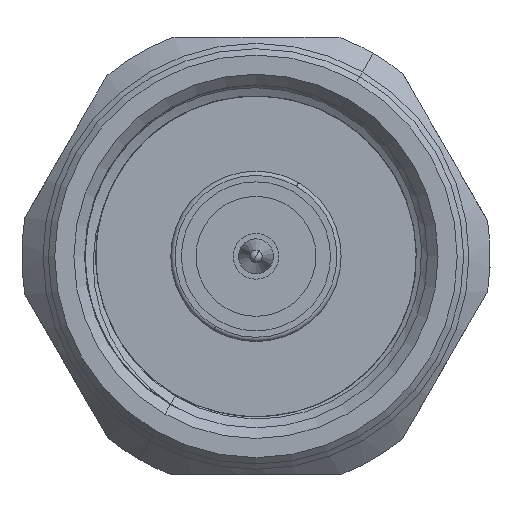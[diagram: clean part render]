
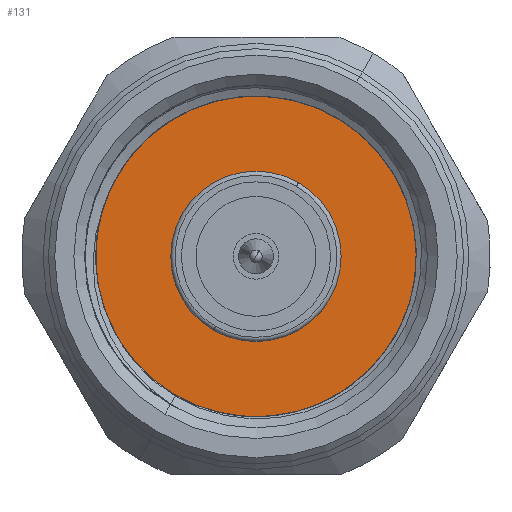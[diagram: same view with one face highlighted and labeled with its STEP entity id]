
A CAD part, left-side view. The second image highlights one B-rep face of the part: STEP entity #131.
In plain terms, the highlighted face is planar.
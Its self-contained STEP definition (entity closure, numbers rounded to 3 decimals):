
#27 = DIRECTION ( 'NONE',  ( 0., -1., 0. ) ) ;
#131 = ADVANCED_FACE ( 'NONE', ( #2813, #4212 ), #5454, .F. ) ;
#267 = EDGE_CURVE ( 'NONE', #1524, #2835, #5736, .T. ) ;
#610 = CIRCLE ( 'NONE', #5942, 8. ) ;
#768 = DIRECTION ( 'NONE',  ( 0., -1., 0. ) ) ;
#843 = EDGE_LOOP ( 'NONE', ( #5425, #5126 ) ) ;
#889 = CARTESIAN_POINT ( 'NONE',  ( 0., 7.9, 0. ) ) ;
#953 = AXIS2_PLACEMENT_3D ( 'NONE', #6055, #2957, #3429 ) ;
#964 = EDGE_CURVE ( 'NONE', #6288, #3524, #6513, .T. ) ;
#1260 = CARTESIAN_POINT ( 'NONE',  ( 0., 7.9, -4. ) ) ;
#1313 = CARTESIAN_POINT ( 'NONE',  ( 0., 7.9, 4. ) ) ;
#1432 = DIRECTION ( 'NONE',  ( 1., 0., 0. ) ) ;
#1524 = VERTEX_POINT ( 'NONE', #1260 ) ;
#1767 = DIRECTION ( 'NONE',  ( 0., -1., 0. ) ) ;
#1788 = EDGE_CURVE ( 'NONE', #2835, #1524, #6020, .T. ) ;
#1904 = AXIS2_PLACEMENT_3D ( 'NONE', #2830, #1767, #4907 ) ;
#2605 = ORIENTED_EDGE ( 'NONE', *, *, #964, .F. ) ;
#2813 = FACE_BOUND ( 'NONE', #843, .T. ) ;
#2830 = CARTESIAN_POINT ( 'NONE',  ( 0., 7.9, 0. ) ) ;
#2835 = VERTEX_POINT ( 'NONE', #1313 ) ;
#2957 = DIRECTION ( 'NONE',  ( 0., -1., 0. ) ) ;
#3173 = CARTESIAN_POINT ( 'NONE',  ( 0., 7.9, 0. ) ) ;
#3213 = EDGE_CURVE ( 'NONE', #3524, #6288, #610, .T. ) ;
#3429 = DIRECTION ( 'NONE',  ( 1., 0., 0. ) ) ;
#3446 = EDGE_LOOP ( 'NONE', ( #2605, #5625 ) ) ;
#3524 = VERTEX_POINT ( 'NONE', #5067 ) ;
#3568 = CARTESIAN_POINT ( 'NONE',  ( -8., 7.9, 0. ) ) ;
#3664 = AXIS2_PLACEMENT_3D ( 'NONE', #4444, #768, #3907 ) ;
#3693 = DIRECTION ( 'NONE',  ( 1., 0., 0. ) ) ;
#3907 = DIRECTION ( 'NONE',  ( 1., 0., 0. ) ) ;
#4212 = FACE_OUTER_BOUND ( 'NONE', #3446, .T. ) ;
#4444 = CARTESIAN_POINT ( 'NONE',  ( 0., 7.9, 0. ) ) ;
#4571 = AXIS2_PLACEMENT_3D ( 'NONE', #889, #4575, #1432 ) ;
#4575 = DIRECTION ( 'NONE',  ( 0., -1., 0. ) ) ;
#4907 = DIRECTION ( 'NONE',  ( 1., 0., 0. ) ) ;
#5067 = CARTESIAN_POINT ( 'NONE',  ( 8., 7.9, 0. ) ) ;
#5126 = ORIENTED_EDGE ( 'NONE', *, *, #267, .T. ) ;
#5425 = ORIENTED_EDGE ( 'NONE', *, *, #1788, .T. ) ;
#5454 = PLANE ( 'NONE',  #1904 ) ;
#5625 = ORIENTED_EDGE ( 'NONE', *, *, #3213, .F. ) ;
#5736 = CIRCLE ( 'NONE', #3664, 4. ) ;
#5942 = AXIS2_PLACEMENT_3D ( 'NONE', #3173, #27, #3693 ) ;
#6020 = CIRCLE ( 'NONE', #4571, 4. ) ;
#6055 = CARTESIAN_POINT ( 'NONE',  ( 0., 7.9, 0. ) ) ;
#6288 = VERTEX_POINT ( 'NONE', #3568 ) ;
#6513 = CIRCLE ( 'NONE', #953, 8. ) ;
